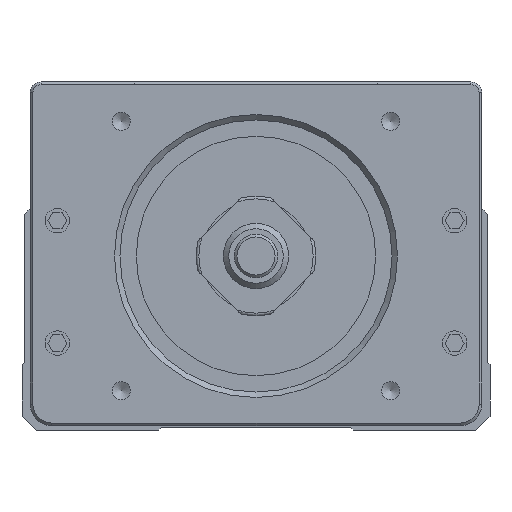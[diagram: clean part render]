
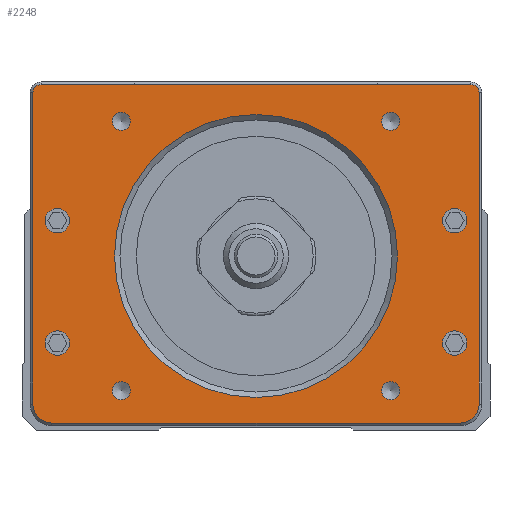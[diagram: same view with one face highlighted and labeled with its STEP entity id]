
A CAD part, front view. The second image highlights one B-rep face of the part: STEP entity #2248.
In plain terms, the highlighted planar face has unit normal (0, -1, 0).
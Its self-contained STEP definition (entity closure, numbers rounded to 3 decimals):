
#856=FACE_BOUND('',#4944,.T.);
#857=FACE_BOUND('',#4945,.T.);
#858=FACE_BOUND('',#4946,.T.);
#859=FACE_BOUND('',#4947,.T.);
#860=FACE_BOUND('',#4948,.T.);
#861=FACE_BOUND('',#4949,.T.);
#862=FACE_BOUND('',#4950,.T.);
#863=FACE_BOUND('',#4951,.T.);
#864=FACE_BOUND('',#4952,.T.);
#865=FACE_BOUND('',#4953,.T.);
#1502=CIRCLE('',#19547,26.);
#1503=CIRCLE('',#19548,1.65);
#1504=CIRCLE('',#19549,1.65);
#1505=CIRCLE('',#19550,1.65);
#1506=CIRCLE('',#19551,1.65);
#1507=CIRCLE('',#19552,1.5);
#1508=CIRCLE('',#19553,1.5);
#1509=CIRCLE('',#19554,3.5);
#1510=CIRCLE('',#19555,3.5);
#1511=CIRCLE('',#19556,2.25);
#1512=CIRCLE('',#19557,2.25);
#1513=CIRCLE('',#19558,2.25);
#1514=CIRCLE('',#19559,2.25);
#2248=ADVANCED_FACE('',(#856,#857,#858,#859,#860,#861,#862,#863,#864,#865),
#3184,.F.);
#3184=PLANE('',#19560);
#4944=EDGE_LOOP('',(#8210));
#4945=EDGE_LOOP('',(#8211));
#4946=EDGE_LOOP('',(#8212));
#4947=EDGE_LOOP('',(#8213));
#4948=EDGE_LOOP('',(#8214));
#4949=EDGE_LOOP('',(#8215,#8216,#8217,#8218,#8219,#8220,#8221,#8222));
#4950=EDGE_LOOP('',(#8223));
#4951=EDGE_LOOP('',(#8224));
#4952=EDGE_LOOP('',(#8225));
#4953=EDGE_LOOP('',(#8226));
#8210=ORIENTED_EDGE('',*,*,#13971,.T.);
#8211=ORIENTED_EDGE('',*,*,#13972,.T.);
#8212=ORIENTED_EDGE('',*,*,#13973,.T.);
#8213=ORIENTED_EDGE('',*,*,#13974,.T.);
#8214=ORIENTED_EDGE('',*,*,#13975,.T.);
#8215=ORIENTED_EDGE('',*,*,#13976,.T.);
#8216=ORIENTED_EDGE('',*,*,#13977,.T.);
#8217=ORIENTED_EDGE('',*,*,#13978,.T.);
#8218=ORIENTED_EDGE('',*,*,#13979,.T.);
#8219=ORIENTED_EDGE('',*,*,#13980,.T.);
#8220=ORIENTED_EDGE('',*,*,#13981,.T.);
#8221=ORIENTED_EDGE('',*,*,#13982,.T.);
#8222=ORIENTED_EDGE('',*,*,#13983,.T.);
#8223=ORIENTED_EDGE('',*,*,#13984,.T.);
#8224=ORIENTED_EDGE('',*,*,#13985,.T.);
#8225=ORIENTED_EDGE('',*,*,#13986,.T.);
#8226=ORIENTED_EDGE('',*,*,#13987,.T.);
#11846=VERTEX_POINT('',#29098);
#11847=VERTEX_POINT('',#29100);
#11848=VERTEX_POINT('',#29102);
#11849=VERTEX_POINT('',#29104);
#11850=VERTEX_POINT('',#29106);
#11851=VERTEX_POINT('',#29108);
#11852=VERTEX_POINT('',#29109);
#11853=VERTEX_POINT('',#29111);
#11854=VERTEX_POINT('',#29113);
#11855=VERTEX_POINT('',#29115);
#11856=VERTEX_POINT('',#29117);
#11857=VERTEX_POINT('',#29119);
#11858=VERTEX_POINT('',#29121);
#11859=VERTEX_POINT('',#29124);
#11860=VERTEX_POINT('',#29126);
#11861=VERTEX_POINT('',#29128);
#11862=VERTEX_POINT('',#29130);
#13971=EDGE_CURVE('',#11846,#11846,#1502,.T.);
#13972=EDGE_CURVE('',#11847,#11847,#1503,.T.);
#13973=EDGE_CURVE('',#11848,#11848,#1504,.T.);
#13974=EDGE_CURVE('',#11849,#11849,#1505,.T.);
#13975=EDGE_CURVE('',#11850,#11850,#1506,.T.);
#13976=EDGE_CURVE('',#11851,#11852,#16177,.T.);
#13977=EDGE_CURVE('',#11852,#11853,#1507,.T.);
#13978=EDGE_CURVE('',#11853,#11854,#16178,.T.);
#13979=EDGE_CURVE('',#11854,#11855,#1508,.T.);
#13980=EDGE_CURVE('',#11855,#11856,#16179,.T.);
#13981=EDGE_CURVE('',#11856,#11857,#1509,.T.);
#13982=EDGE_CURVE('',#11857,#11858,#16180,.T.);
#13983=EDGE_CURVE('',#11858,#11851,#1510,.T.);
#13984=EDGE_CURVE('',#11859,#11859,#1511,.T.);
#13985=EDGE_CURVE('',#11860,#11860,#1512,.T.);
#13986=EDGE_CURVE('',#11861,#11861,#1513,.T.);
#13987=EDGE_CURVE('',#11862,#11862,#1514,.T.);
#16177=LINE('',#29107,#17998);
#16178=LINE('',#29112,#17999);
#16179=LINE('',#29116,#18000);
#16180=LINE('',#29120,#18001);
#17998=VECTOR('',#22850,1.);
#17999=VECTOR('',#22853,1.);
#18000=VECTOR('',#22856,1.);
#18001=VECTOR('',#22859,1.);
#19547=AXIS2_PLACEMENT_3D('',#29097,#22840,#22841);
#19548=AXIS2_PLACEMENT_3D('',#29099,#22842,#22843);
#19549=AXIS2_PLACEMENT_3D('',#29101,#22844,#22845);
#19550=AXIS2_PLACEMENT_3D('',#29103,#22846,#22847);
#19551=AXIS2_PLACEMENT_3D('',#29105,#22848,#22849);
#19552=AXIS2_PLACEMENT_3D('',#29110,#22851,#22852);
#19553=AXIS2_PLACEMENT_3D('',#29114,#22854,#22855);
#19554=AXIS2_PLACEMENT_3D('',#29118,#22857,#22858);
#19555=AXIS2_PLACEMENT_3D('',#29122,#22860,#22861);
#19556=AXIS2_PLACEMENT_3D('',#29123,#22862,#22863);
#19557=AXIS2_PLACEMENT_3D('',#29125,#22864,#22865);
#19558=AXIS2_PLACEMENT_3D('',#29127,#22866,#22867);
#19559=AXIS2_PLACEMENT_3D('',#29129,#22868,#22869);
#19560=AXIS2_PLACEMENT_3D('',#29131,#22870,#22871);
#22840=DIRECTION('',(0.,1.,0.));
#22841=DIRECTION('',(0.,0.,1.));
#22842=DIRECTION('',(0.,1.,0.));
#22843=DIRECTION('',(0.,0.,1.));
#22844=DIRECTION('',(0.,1.,0.));
#22845=DIRECTION('',(0.,0.,1.));
#22846=DIRECTION('',(0.,1.,0.));
#22847=DIRECTION('',(0.,0.,1.));
#22848=DIRECTION('',(0.,1.,0.));
#22849=DIRECTION('',(0.,0.,1.));
#22850=DIRECTION('',(0.,0.,1.));
#22851=DIRECTION('',(0.,-1.,0.));
#22852=DIRECTION('',(0.,0.,1.));
#22853=DIRECTION('',(-1.,0.,0.));
#22854=DIRECTION('',(0.,-1.,0.));
#22855=DIRECTION('',(0.,0.,1.));
#22856=DIRECTION('',(0.,0.,-1.));
#22857=DIRECTION('',(0.,-1.,0.));
#22858=DIRECTION('',(0.,0.,1.));
#22859=DIRECTION('',(1.,0.,0.));
#22860=DIRECTION('',(0.,-1.,0.));
#22861=DIRECTION('',(0.,0.,1.));
#22862=DIRECTION('',(0.,1.,0.));
#22863=DIRECTION('',(0.,0.,1.));
#22864=DIRECTION('',(0.,1.,0.));
#22865=DIRECTION('',(0.,0.,1.));
#22866=DIRECTION('',(0.,1.,0.));
#22867=DIRECTION('',(0.,0.,1.));
#22868=DIRECTION('',(0.,1.,0.));
#22869=DIRECTION('',(0.,0.,1.));
#22870=DIRECTION('',(0.,1.,0.));
#22871=DIRECTION('',(0.,0.,-1.));
#29097=CARTESIAN_POINT('',(0.,-236.633,32.));
#29098=CARTESIAN_POINT('',(0.,-236.633,58.));
#29099=CARTESIAN_POINT('',(-24.749,-236.633,56.749));
#29100=CARTESIAN_POINT('',(-24.749,-236.633,58.399));
#29101=CARTESIAN_POINT('',(-24.749,-236.633,7.251));
#29102=CARTESIAN_POINT('',(-24.749,-236.633,8.901));
#29103=CARTESIAN_POINT('',(24.749,-236.633,7.251));
#29104=CARTESIAN_POINT('',(24.749,-236.633,8.901));
#29105=CARTESIAN_POINT('',(24.749,-236.633,56.749));
#29106=CARTESIAN_POINT('',(24.749,-236.633,58.399));
#29107=CARTESIAN_POINT('',(41.,-236.633,60.));
#29108=CARTESIAN_POINT('',(41.,-236.633,4.8));
#29109=CARTESIAN_POINT('',(41.,-236.633,62.));
#29110=CARTESIAN_POINT('',(39.5,-236.633,62.));
#29111=CARTESIAN_POINT('',(39.5,-236.633,63.5));
#29112=CARTESIAN_POINT('',(39.,-236.633,63.5));
#29113=CARTESIAN_POINT('',(-39.5,-236.633,63.5));
#29114=CARTESIAN_POINT('',(-39.5,-236.633,62.));
#29115=CARTESIAN_POINT('',(-41.,-236.633,62.));
#29116=CARTESIAN_POINT('',(-41.,-236.633,60.));
#29117=CARTESIAN_POINT('',(-41.,-236.633,4.8));
#29118=CARTESIAN_POINT('',(-37.5,-236.633,4.8));
#29119=CARTESIAN_POINT('',(-37.5,-236.633,1.3));
#29120=CARTESIAN_POINT('',(39.,-236.633,1.3));
#29121=CARTESIAN_POINT('',(37.5,-236.633,1.3));
#29122=CARTESIAN_POINT('',(37.5,-236.633,4.8));
#29123=CARTESIAN_POINT('',(-36.5,-236.633,38.5));
#29124=CARTESIAN_POINT('',(-36.5,-236.633,40.75));
#29125=CARTESIAN_POINT('',(-36.5,-236.633,16.));
#29126=CARTESIAN_POINT('',(-36.5,-236.633,18.25));
#29127=CARTESIAN_POINT('',(36.5,-236.633,38.5));
#29128=CARTESIAN_POINT('',(36.5,-236.633,40.75));
#29129=CARTESIAN_POINT('',(36.5,-236.633,16.));
#29130=CARTESIAN_POINT('',(36.5,-236.633,18.25));
#29131=CARTESIAN_POINT('',(39.,-236.633,60.));
